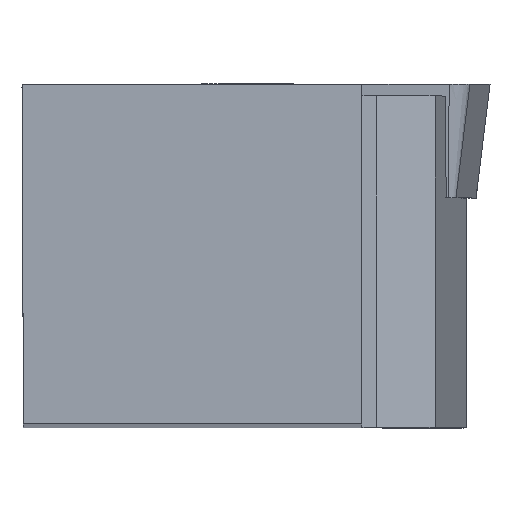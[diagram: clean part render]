
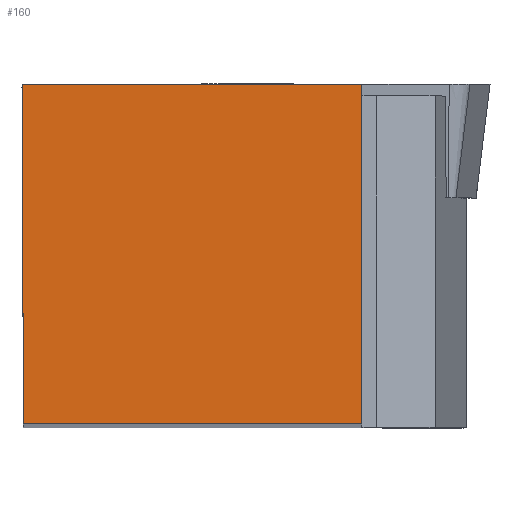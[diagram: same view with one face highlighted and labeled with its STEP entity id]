
A CAD part, top view. The second image highlights one B-rep face of the part: STEP entity #160.
In plain terms, the highlighted planar face has unit normal (0, 0, 1).
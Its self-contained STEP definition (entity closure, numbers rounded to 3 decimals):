
#127=FACE_OUTER_BOUND('',#374,.T.);
#160=ADVANCED_FACE('BLANK_BOXF006',(#127),#187,.F.);
#187=PLANE('',#821);
#212=LINE('',#1173,#274);
#229=LINE('',#1207,#291);
#239=LINE('',#1228,#301);
#243=LINE('',#1235,#305);
#274=VECTOR('',#921,1.);
#291=VECTOR('',#942,1.);
#301=VECTOR('',#958,1.);
#305=VECTOR('',#964,1.);
#374=EDGE_LOOP('',(#518,#519,#520,#521));
#518=ORIENTED_EDGE('',*,*,#673,.T.);
#519=ORIENTED_EDGE('',*,*,#669,.T.);
#520=ORIENTED_EDGE('',*,*,#641,.T.);
#521=ORIENTED_EDGE('',*,*,#658,.T.);
#575=VERTEX_POINT('',#1172);
#576=VERTEX_POINT('',#1174);
#590=VERTEX_POINT('',#1206);
#599=VERTEX_POINT('',#1229);
#641=EDGE_CURVE('',#576,#575,#212,.T.);
#658=EDGE_CURVE('',#575,#590,#229,.T.);
#669=EDGE_CURVE('',#599,#576,#239,.T.);
#673=EDGE_CURVE('',#590,#599,#243,.T.);
#821=AXIS2_PLACEMENT_3D('',#1263,#997,#998);
#921=DIRECTION('',(0.004,-1.,0.));
#942=DIRECTION('',(1.,0.,0.));
#958=DIRECTION('',(-1.,0.,0.));
#964=DIRECTION('',(0.,1.,0.));
#997=DIRECTION('',(0.,0.,-1.));
#998=DIRECTION('',(1.,0.,0.));
#1172=CARTESIAN_POINT('',(0.052,0.,0.));
#1173=CARTESIAN_POINT('',(-0.342,90.349,0.));
#1174=CARTESIAN_POINT('',(0.,11.875,0.));
#1206=CARTESIAN_POINT('',(11.875,0.,0.));
#1207=CARTESIAN_POINT('',(-90.35,0.,0.));
#1228=CARTESIAN_POINT('',(90.35,11.875,0.));
#1229=CARTESIAN_POINT('',(11.875,11.875,0.));
#1235=CARTESIAN_POINT('',(11.875,-90.35,0.));
#1263=CARTESIAN_POINT('',(25.35,-5.,0.));
